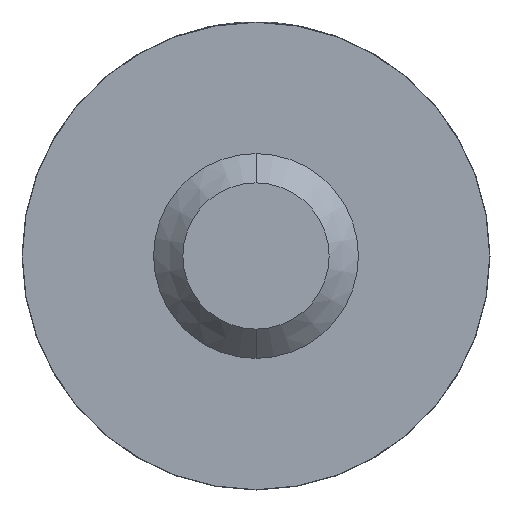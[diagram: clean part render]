
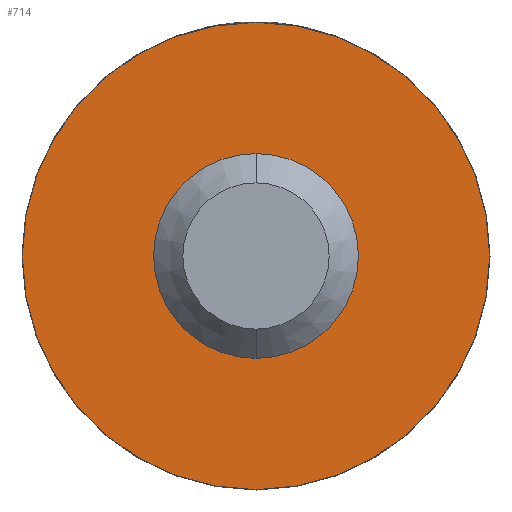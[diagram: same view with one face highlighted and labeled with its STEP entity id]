
A CAD part, front view. The second image highlights one B-rep face of the part: STEP entity #714.
In plain terms, the highlighted planar face has unit normal (0, -1, 0).
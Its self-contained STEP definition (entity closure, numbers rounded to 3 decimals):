
#10 = DIRECTION ( 'NONE',  ( 0., 0., -1. ) ) ;
#13 = DIRECTION ( 'NONE',  ( 0., -1., 0. ) ) ;
#25 = CARTESIAN_POINT ( 'NONE',  ( 0., 51., 0. ) ) ;
#78 = CIRCLE ( 'NONE', #3046, 15.975 ) ;
#184 = EDGE_CURVE ( 'Defeature ausgef�hrt2_0+Defeature ausgef�hrt2_9+Defeature ausgef�hrt2_9+Defeature ausgef�hrt2_9', #707, #2239, #1348, .T. ) ;
#323 = DIRECTION ( 'NONE',  ( 0., 0., -1. ) ) ;
#406 = EDGE_LOOP ( 'NONE', ( #2101, #2921 ) ) ;
#584 = AXIS2_PLACEMENT_3D ( 'NONE', #601, #1194, #10 ) ;
#601 = CARTESIAN_POINT ( 'NONE',  ( 7., 51., 0. ) ) ;
#647 = ORIENTED_EDGE ( 'NONE', *, *, #184, .F. ) ;
#691 = ORIENTED_EDGE ( 'NONE', *, *, #3429, .F. ) ;
#707 = VERTEX_POINT ( 'NONE', #1724 ) ;
#714 = ADVANCED_FACE ( 'Defeature ausgef�hrt2_9', ( #2900, #2616 ), #2653, .T. ) ;
#817 = EDGE_LOOP ( 'NONE', ( #647, #691 ) ) ;
#905 = DIRECTION ( 'NONE',  ( 0., 0., -1. ) ) ;
#919 = CARTESIAN_POINT ( 'NONE',  ( 0., 51., 0. ) ) ;
#1035 = EDGE_CURVE ( 'Defeature ausgef�hrt2_9+Defeature ausgef�hrt2_8+Defeature ausgef�hrt2_8+Defeature ausgef�hrt2_8', #1534, #2511, #78, .T. ) ;
#1183 = CARTESIAN_POINT ( 'NONE',  ( 0., 51., 0. ) ) ;
#1194 = DIRECTION ( 'NONE',  ( 0., -1., 0. ) ) ;
#1214 = DIRECTION ( 'NONE',  ( 0., -1., 0. ) ) ;
#1348 = CIRCLE ( 'NONE', #2650, 7. ) ;
#1404 = CARTESIAN_POINT ( 'NONE',  ( 0., 51., 0. ) ) ;
#1470 = EDGE_CURVE ( 'Defeature ausgef�hrt2_9+Defeature ausgef�hrt2_8+Defeature ausgef�hrt2_8+Defeature ausgef�hrt2_8', #2511, #1534, #2895, .T. ) ;
#1492 = DIRECTION ( 'NONE',  ( 0., 0., -1. ) ) ;
#1534 = VERTEX_POINT ( 'NONE', #3019 ) ;
#1724 = CARTESIAN_POINT ( 'NONE',  ( 0., 51., -7. ) ) ;
#1885 = CIRCLE ( 'NONE', #3385, 7. ) ;
#2101 = ORIENTED_EDGE ( 'NONE', *, *, #1470, .T. ) ;
#2239 = VERTEX_POINT ( 'NONE', #2367 ) ;
#2367 = CARTESIAN_POINT ( 'NONE',  ( 0., 51., 7. ) ) ;
#2511 = VERTEX_POINT ( 'NONE', #3240 ) ;
#2555 = DIRECTION ( 'NONE',  ( 0., 0., -1. ) ) ;
#2616 = FACE_BOUND ( 'NONE', #817, .T. ) ;
#2650 = AXIS2_PLACEMENT_3D ( 'NONE', #1183, #13, #1492 ) ;
#2653 = PLANE ( 'NONE',  #584 ) ;
#2895 = CIRCLE ( 'NONE', #3315, 15.975 ) ;
#2900 = FACE_OUTER_BOUND ( 'NONE', #406, .T. ) ;
#2921 = ORIENTED_EDGE ( 'NONE', *, *, #1035, .T. ) ;
#3019 = CARTESIAN_POINT ( 'NONE',  ( 0., 51., 15.975 ) ) ;
#3046 = AXIS2_PLACEMENT_3D ( 'NONE', #1404, #3480, #2555 ) ;
#3240 = CARTESIAN_POINT ( 'NONE',  ( 0., 51., -15.975 ) ) ;
#3304 = DIRECTION ( 'NONE',  ( 0., -1., 0. ) ) ;
#3315 = AXIS2_PLACEMENT_3D ( 'NONE', #919, #1214, #323 ) ;
#3385 = AXIS2_PLACEMENT_3D ( 'NONE', #25, #3304, #905 ) ;
#3429 = EDGE_CURVE ( 'Defeature ausgef�hrt2_0+Defeature ausgef�hrt2_9+Defeature ausgef�hrt2_9+Defeature ausgef�hrt2_9', #2239, #707, #1885, .T. ) ;
#3480 = DIRECTION ( 'NONE',  ( 0., -1., 0. ) ) ;
